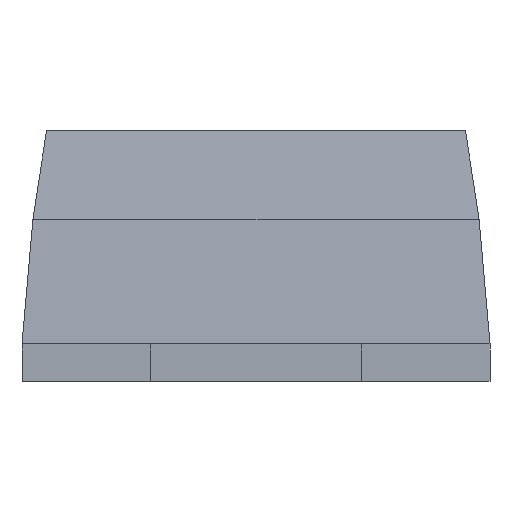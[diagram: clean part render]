
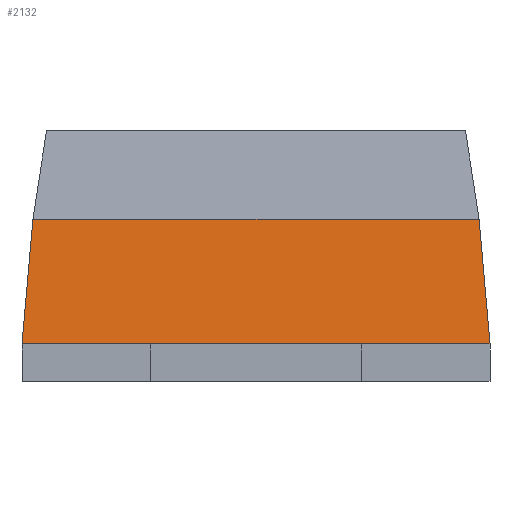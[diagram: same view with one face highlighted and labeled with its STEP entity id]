
A CAD part, left-side view. The second image highlights one B-rep face of the part: STEP entity #2132.
In plain terms, the highlighted planar face has unit normal (-0.996, 0, 0.087).
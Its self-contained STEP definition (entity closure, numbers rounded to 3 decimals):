
#1015 = VERTEX_POINT('',#1016);
#1016 = CARTESIAN_POINT('',(-2.166,-0.911,
    0.679));
#1096 = VERTEX_POINT('',#1097);
#1097 = CARTESIAN_POINT('',(-2.166,0.911,
    0.679));
#1118 = EDGE_CURVE('',#1096,#1015,#1119,.T.);
#1119 = LINE('',#1120,#1121);
#1120 = CARTESIAN_POINT('',(-2.166,-0.432,
    0.679));
#1121 = VECTOR('',#1122,1.);
#1122 = DIRECTION('',(0.,-1.,0.));
#1872 = VERTEX_POINT('',#1873);
#1873 = CARTESIAN_POINT('',(-2.21,-0.955,0.171));
#1888 = EDGE_CURVE('',#1015,#1872,#1889,.T.);
#1889 = LINE('',#1890,#1891);
#1890 = CARTESIAN_POINT('',(-2.21,-0.955,0.171));
#1891 = VECTOR('',#1892,1.);
#1892 = DIRECTION('',(-0.087,-0.087,
    -0.992));
#2113 = VERTEX_POINT('',#2114);
#2114 = CARTESIAN_POINT('',(-2.21,0.955,0.171));
#2120 = EDGE_CURVE('',#1096,#2113,#2121,.T.);
#2121 = LINE('',#2122,#2123);
#2122 = CARTESIAN_POINT('',(-2.2,0.945,
    0.291));
#2123 = VECTOR('',#2124,1.);
#2124 = DIRECTION('',(-0.087,0.087,
    -0.992));
#2132 = ADVANCED_FACE('',(#2133),#2160,.T.);
#2133 = FACE_BOUND('',#2134,.T.);
#2134 = EDGE_LOOP('',(#2135,#2143,#2151,#2157,#2158,#2159));
#2135 = ORIENTED_EDGE('',*,*,#2136,.T.);
#2136 = EDGE_CURVE('',#2113,#2137,#2139,.T.);
#2137 = VERTEX_POINT('',#2138);
#2138 = CARTESIAN_POINT('',(-2.21,0.432,0.171));
#2139 = LINE('',#2140,#2141);
#2140 = CARTESIAN_POINT('',(-2.21,0.432,0.171));
#2141 = VECTOR('',#2142,1.);
#2142 = DIRECTION('',(0.,-1.,0.));
#2143 = ORIENTED_EDGE('',*,*,#2144,.T.);
#2144 = EDGE_CURVE('',#2137,#2145,#2147,.T.);
#2145 = VERTEX_POINT('',#2146);
#2146 = CARTESIAN_POINT('',(-2.21,-0.432,0.171));
#2147 = LINE('',#2148,#2149);
#2148 = CARTESIAN_POINT('',(-2.21,-0.432,0.171));
#2149 = VECTOR('',#2150,1.);
#2150 = DIRECTION('',(0.,-1.,0.));
#2151 = ORIENTED_EDGE('',*,*,#2152,.T.);
#2152 = EDGE_CURVE('',#2145,#1872,#2153,.T.);
#2153 = LINE('',#2154,#2155);
#2154 = CARTESIAN_POINT('',(-2.21,-0.955,0.171));
#2155 = VECTOR('',#2156,1.);
#2156 = DIRECTION('',(0.,-1.,0.));
#2157 = ORIENTED_EDGE('',*,*,#1888,.F.);
#2158 = ORIENTED_EDGE('',*,*,#1118,.F.);
#2159 = ORIENTED_EDGE('',*,*,#2120,.T.);
#2160 = PLANE('',#2161);
#2161 = AXIS2_PLACEMENT_3D('',#2162,#2163,#2164);
#2162 = CARTESIAN_POINT('',(-2.21,-0.432,0.171));
#2163 = DIRECTION('',(-0.996,0.,
    0.087));
#2164 = DIRECTION('',(-0.087,0.,
    -0.996));
